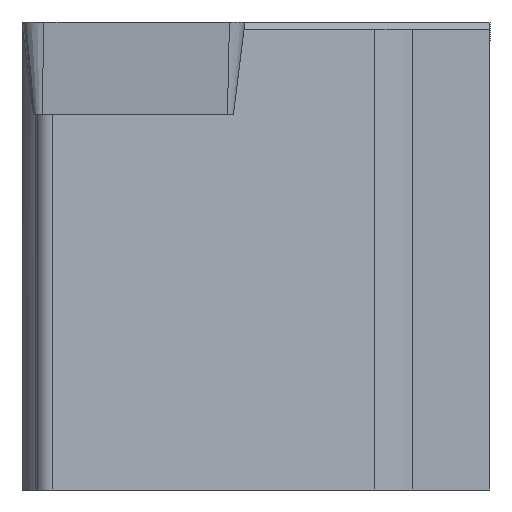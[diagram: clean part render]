
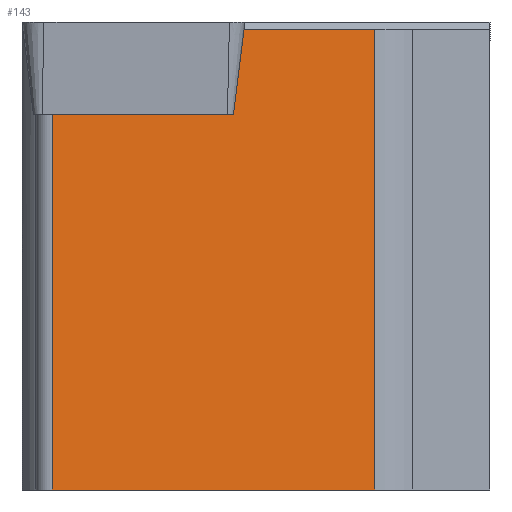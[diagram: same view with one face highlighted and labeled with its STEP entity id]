
A CAD part, left-side view. The second image highlights one B-rep face of the part: STEP entity #143.
In plain terms, the highlighted planar face has unit normal (-0.985, -0.174, 0).
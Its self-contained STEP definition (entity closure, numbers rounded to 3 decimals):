
#143=ADVANCED_FACE('',(#188),#163,.F.);
#163=PLANE('',#608);
#188=FACE_OUTER_BOUND('',#214,.T.);
#214=EDGE_LOOP('',(#337,#338,#339,#340,#341,#342));
#337=ORIENTED_EDGE('',*,*,#465,.T.);
#338=ORIENTED_EDGE('',*,*,#463,.F.);
#339=ORIENTED_EDGE('',*,*,#445,.F.);
#340=ORIENTED_EDGE('',*,*,#466,.T.);
#341=ORIENTED_EDGE('',*,*,#454,.T.);
#342=ORIENTED_EDGE('',*,*,#467,.T.);
#391=VERTEX_POINT('',#827);
#392=VERTEX_POINT('',#829);
#398=VERTEX_POINT('',#846);
#399=VERTEX_POINT('',#848);
#404=VERTEX_POINT('',#865);
#405=VERTEX_POINT('',#869);
#445=EDGE_CURVE('',#391,#392,#501,.T.);
#454=EDGE_CURVE('',#399,#398,#507,.T.);
#463=EDGE_CURVE('',#392,#404,#514,.T.);
#465=EDGE_CURVE('',#405,#404,#515,.T.);
#466=EDGE_CURVE('',#391,#399,#516,.T.);
#467=EDGE_CURVE('',#398,#405,#517,.T.);
#501=LINE('',#828,#551);
#507=LINE('',#847,#557);
#514=LINE('',#864,#564);
#515=LINE('',#868,#565);
#516=LINE('',#870,#566);
#517=LINE('',#871,#567);
#551=VECTOR('',#689,1.);
#557=VECTOR('',#707,1.);
#564=VECTOR('',#724,1.);
#565=VECTOR('',#729,1.);
#566=VECTOR('',#730,1.);
#567=VECTOR('',#731,1.);
#608=AXIS2_PLACEMENT_3D('',#872,#732,#733);
#689=DIRECTION('',(-0.174,0.985,0.));
#707=DIRECTION('',(-0.174,0.985,0.));
#724=DIRECTION('',(0.,0.,1.));
#729=DIRECTION('',(-0.174,0.985,0.));
#730=DIRECTION('',(0.,0.,1.));
#731=DIRECTION('',(-0.021,0.122,-0.992));
#732=DIRECTION('',(0.985,0.174,0.));
#733=DIRECTION('',(0.174,-0.985,0.));
#827=CARTESIAN_POINT('',(3.253,4.932,-20.));
#828=CARTESIAN_POINT('',(3.999,0.705,-20.));
#829=CARTESIAN_POINT('',(0.824,18.708,-20.));
#846=CARTESIAN_POINT('',(2.27,10.512,-0.3));
#847=CARTESIAN_POINT('',(3.999,0.705,-0.3));
#848=CARTESIAN_POINT('',(3.253,4.932,-0.3));
#864=CARTESIAN_POINT('',(0.824,18.708,221.964));
#865=CARTESIAN_POINT('',(0.824,18.708,-3.97));
#868=CARTESIAN_POINT('',(3.253,4.932,-3.97));
#869=CARTESIAN_POINT('',(2.19,10.962,-3.97));
#870=CARTESIAN_POINT('',(3.253,4.932,221.964));
#871=CARTESIAN_POINT('',(7.023,-16.446,219.257));
#872=CARTESIAN_POINT('',(3.253,4.932,221.964));
